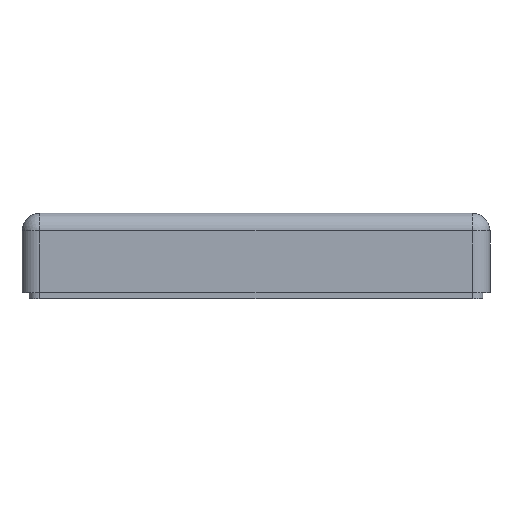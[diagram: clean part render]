
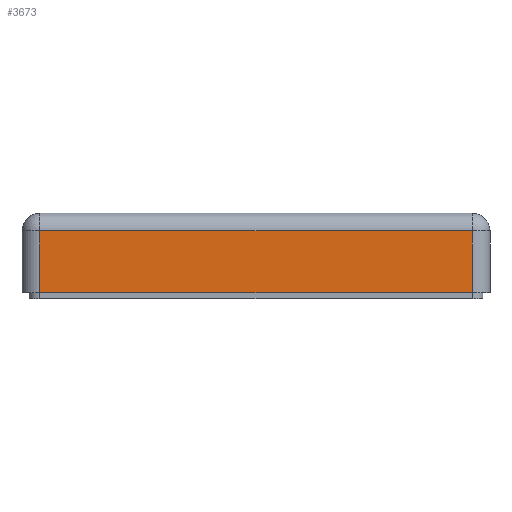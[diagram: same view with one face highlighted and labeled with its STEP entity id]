
A CAD part, left-side view. The second image highlights one B-rep face of the part: STEP entity #3673.
In plain terms, the highlighted planar face has unit normal (-1, 0, 0).
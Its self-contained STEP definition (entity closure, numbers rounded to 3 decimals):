
#215=PLANE('',#3964);
#457=LINE('',#6497,#819);
#572=LINE('',#7055,#934);
#574=LINE('',#7072,#936);
#577=LINE('',#7079,#939);
#819=VECTOR('',#4376,49.);
#934=VECTOR('',#4865,49.);
#936=VECTOR('',#4893,7.);
#939=VECTOR('',#4904,7.);
#1193=FACE_OUTER_BOUND('',#1447,.T.);
#1447=EDGE_LOOP('',(#3420,#3421,#3422,#3423));
#1819=VERTEX_POINT('',#6494);
#1820=VERTEX_POINT('',#6496);
#1875=VERTEX_POINT('',#7052);
#1876=VERTEX_POINT('',#7054);
#2194=EDGE_CURVE('',#1819,#1820,#457,.T.);
#2381=EDGE_CURVE('',#1875,#1876,#572,.T.);
#2390=EDGE_CURVE('',#1820,#1875,#574,.T.);
#2393=EDGE_CURVE('',#1819,#1876,#577,.T.);
#3420=ORIENTED_EDGE('',*,*,#2381,.F.);
#3421=ORIENTED_EDGE('',*,*,#2390,.F.);
#3422=ORIENTED_EDGE('',*,*,#2194,.F.);
#3423=ORIENTED_EDGE('',*,*,#2393,.T.);
#3673=ADVANCED_FACE('',(#1193),#215,.T.);
#3964=AXIS2_PLACEMENT_3D('',#7080,#4905,#4906);
#4376=DIRECTION('',(0.,1.,0.));
#4865=DIRECTION('',(0.,-1.,0.));
#4893=DIRECTION('',(0.,0.,1.));
#4904=DIRECTION('',(0.,0.,1.));
#4905=DIRECTION('center_axis',(-1.,0.,0.));
#4906=DIRECTION('ref_axis',(0.,-1.,0.));
#6494=CARTESIAN_POINT('',(-4.5,7.5,0.));
#6496=CARTESIAN_POINT('',(-4.5,56.5,0.));
#6497=CARTESIAN_POINT('',(-4.5,7.5,0.));
#7052=CARTESIAN_POINT('',(-4.5,56.5,7.));
#7054=CARTESIAN_POINT('',(-4.5,7.5,7.));
#7055=CARTESIAN_POINT('',(-4.5,44.25,7.));
#7072=CARTESIAN_POINT('',(-4.5,56.5,0.));
#7079=CARTESIAN_POINT('',(-4.5,7.5,0.));
#7080=CARTESIAN_POINT('Origin',(-4.5,56.5,0.));
